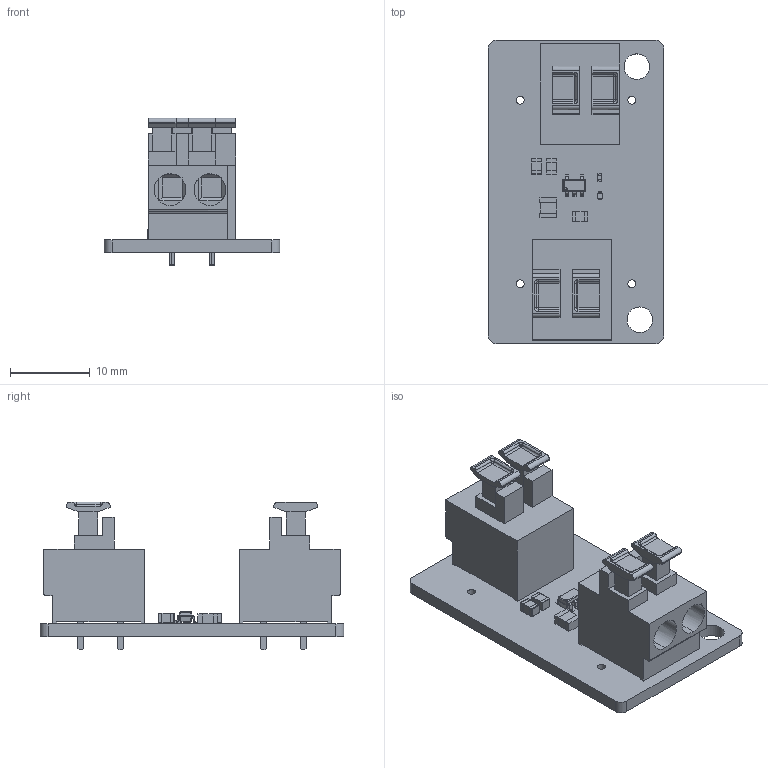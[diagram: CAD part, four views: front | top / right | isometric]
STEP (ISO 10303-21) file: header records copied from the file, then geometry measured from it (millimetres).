
FILE_DESCRIPTION(('KiCad electronic assembly'),'2;1');
FILE_NAME('TPS613222A_mini_low_power_boost.step','2022-02-07T08:19:22',( 'Pcbnew'),('Kicad'),'Open CASCADE STEP processor 7.5', 'KiCad to STEP converter','Unknown');
FILE_SCHEMA(('AUTOMOTIVE_DESIGN { 1 0 10303 214 1 1 1 1 }'));
Length unit declared in the file: millimetre
Products named in the file (14): TPS613222A_mini_low_power_boost 1; KF232 2P; SOLID; 0805C; COMPOUND; 0402LED; inductor 2520; 0402R; SOT-23-5
Assembly tree (16 placements, depth 3):
  TPS613222A_mini_low_power_boost 1
    KF232 2P  x2
      SOLID
    0805C  x3
      COMPOUND
    0402LED
      COMPOUND
    inductor 2520
      SOLID
    0402R
      COMPOUND
    SOT-23-5
      COMPOUND
    COMPOUND
Bounding box: 22 x 38 x 18.5 mm (x, y, z)
Volume: 3512.1 mm3; surface area: 4328.8 mm2
Topology: 31 solids, 31 shells, 695 faces, 1732 edges, 1084 vertices
Faces by surface type: bspline 671, cylinder 18, plane 6
Full cylindrical faces by diameter (mm): 1 x4, 1.2 x8, 3.2 x2
Entity records: 27594 total; most frequent: CARTESIAN_POINT 10697, B_SPLINE_CURVE_WITH_KNOTS 2854, ORIENTED_EDGE 2304, PCURVE 2304, DEFINITIONAL_REPRESENTATION 2304, EDGE_CURVE 1152, SURFACE_CURVE 1138, VERTEX_POINT 746
